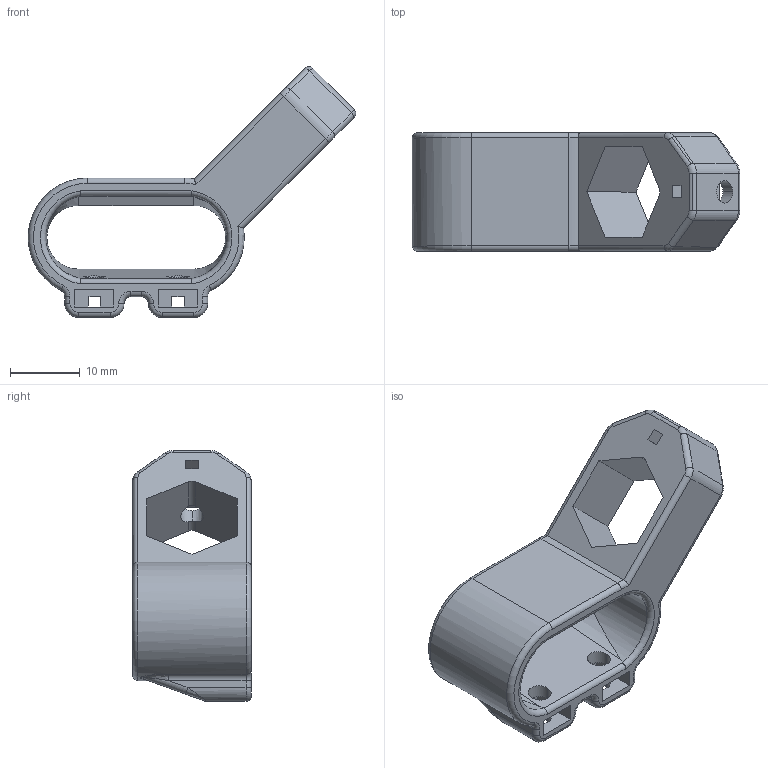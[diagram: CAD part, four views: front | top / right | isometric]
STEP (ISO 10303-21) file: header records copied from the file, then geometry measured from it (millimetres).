
FILE_DESCRIPTION (( 'STEP AP203' ), '1' );
FILE_NAME ('PenholderV6.STEP', '2019-10-06T00:16:47', ( '' ), ( '' ), 'SwSTEP 2.0', 'SolidWorks 2018', '' );
FILE_SCHEMA (( 'CONFIG_CONTROL_DESIGN' ));
Length unit declared in the file: millimetre
Products named in the file (1): PenholderV6
Bounding box: 47.01 x 17 x 36.01 mm (x, y, z)
Volume: 5758.3 mm3; surface area: 4613.7 mm2
Topology: 1 solids, 1 shells, 181 faces, 461 edges, 276 vertices
Faces by surface type: cylinder 79, plane 50, torus 32, bspline 18, cone 2
Entity records: 6062 total; most frequent: CARTESIAN_POINT 1747, ORIENTED_EDGE 914, DIRECTION 877, EDGE_CURVE 457, AXIS2_PLACEMENT_3D 328, VERTEX_POINT 276, VECTOR 221, LINE 221
